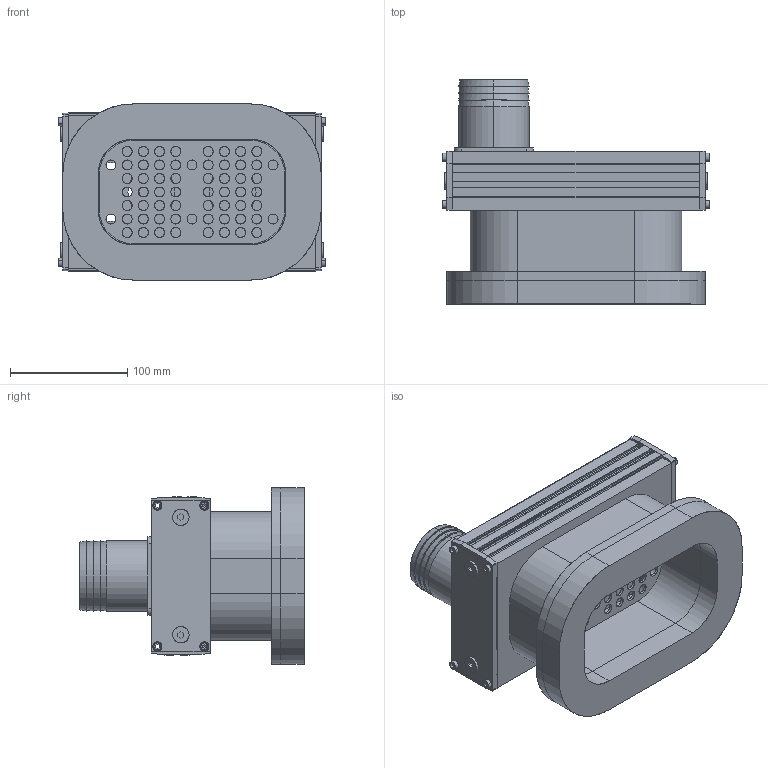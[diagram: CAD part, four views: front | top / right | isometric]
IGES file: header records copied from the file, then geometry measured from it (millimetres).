
Start section: SolidWorks IGES file using analytic representation for surfaces
Global section: file name: FBC150X220-F.IGS; native system: SolidWorks 2022; preprocessor: SolidWorks 2022; author: dengb; date: 230823.223219; units: millimetre
Bounding box: 228 x 191 x 150 mm (x, y, z)
Surface area: 272377.4 mm2 (no closed solid volume)
Topology: 0 solids, 0 shells, 507 faces, 8108 edges, 8100 vertices
Faces by surface type: revolution 258, bspline 249
